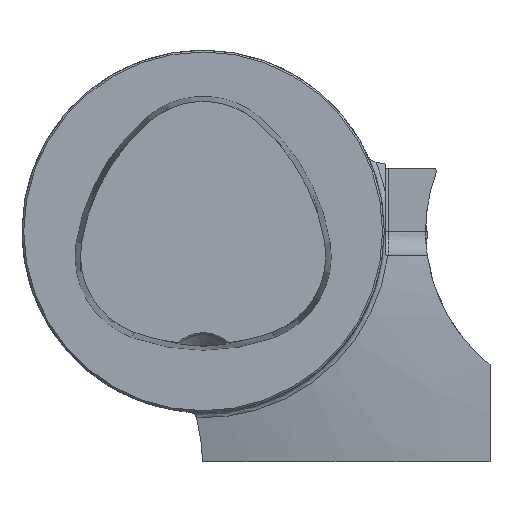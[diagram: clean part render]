
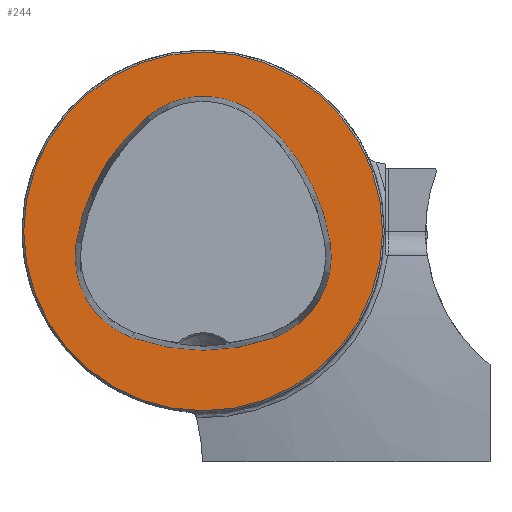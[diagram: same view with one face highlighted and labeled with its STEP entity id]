
A CAD part, top view. The second image highlights one B-rep face of the part: STEP entity #244.
In plain terms, the highlighted planar face has unit normal (0, 0, 1).
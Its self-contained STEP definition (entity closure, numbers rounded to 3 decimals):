
#106=FACE_BOUND('',#507,.T.);
#107=FACE_BOUND('',#508,.T.);
#244=ADVANCED_FACE('CU_E_LO_SU_1',(#106,#107),#336,.T.);
#336=PLANE('',#2051);
#507=EDGE_LOOP('',(#787,#788,#789,#790,#791,#792));
#508=EDGE_LOOP('',(#793));
#610=CIRCLE('',#2042,36.075);
#612=CIRCLE('',#2045,36.075);
#613=CIRCLE('',#2046,15.075);
#614=CIRCLE('',#2047,36.075);
#615=CIRCLE('',#2048,15.075);
#616=CIRCLE('',#2049,15.075);
#617=CIRCLE('',#2050,31.2);
#787=ORIENTED_EDGE('',*,*,#1481,.F.);
#788=ORIENTED_EDGE('',*,*,#1482,.F.);
#789=ORIENTED_EDGE('',*,*,#1483,.F.);
#790=ORIENTED_EDGE('',*,*,#1484,.F.);
#791=ORIENTED_EDGE('',*,*,#1478,.F.);
#792=ORIENTED_EDGE('',*,*,#1485,.F.);
#793=ORIENTED_EDGE('',*,*,#1486,.T.);
#1280=VERTEX_POINT('',#3323);
#1281=VERTEX_POINT('',#3325);
#1283=VERTEX_POINT('',#3331);
#1284=VERTEX_POINT('',#3332);
#1285=VERTEX_POINT('',#3334);
#1286=VERTEX_POINT('',#3336);
#1287=VERTEX_POINT('',#3340);
#1478=EDGE_CURVE('',#1280,#1281,#610,.T.);
#1481=EDGE_CURVE('',#1283,#1284,#612,.T.);
#1482=EDGE_CURVE('',#1285,#1283,#613,.T.);
#1483=EDGE_CURVE('',#1286,#1285,#614,.T.);
#1484=EDGE_CURVE('',#1281,#1286,#615,.T.);
#1485=EDGE_CURVE('',#1284,#1280,#616,.T.);
#1486=EDGE_CURVE('',#1287,#1287,#617,.T.);
#2042=AXIS2_PLACEMENT_3D('',#3324,#2315,#2316);
#2045=AXIS2_PLACEMENT_3D('',#3330,#2322,#2323);
#2046=AXIS2_PLACEMENT_3D('',#3333,#2324,#2325);
#2047=AXIS2_PLACEMENT_3D('',#3335,#2326,#2327);
#2048=AXIS2_PLACEMENT_3D('',#3337,#2328,#2329);
#2049=AXIS2_PLACEMENT_3D('',#3338,#2330,#2331);
#2050=AXIS2_PLACEMENT_3D('',#3339,#2332,#2333);
#2051=AXIS2_PLACEMENT_3D('',#3341,#2334,#2335);
#2315=DIRECTION('',(0.,0.,1.));
#2316=DIRECTION('',(1.,0.,0.));
#2322=DIRECTION('',(0.,0.,1.));
#2323=DIRECTION('',(1.,0.,0.));
#2324=DIRECTION('',(0.,0.,1.));
#2325=DIRECTION('',(1.,0.,0.));
#2326=DIRECTION('',(0.,0.,1.));
#2327=DIRECTION('',(1.,0.,0.));
#2328=DIRECTION('',(0.,0.,1.));
#2329=DIRECTION('',(1.,0.,0.));
#2330=DIRECTION('',(0.,0.,1.));
#2331=DIRECTION('',(1.,0.,0.));
#2332=DIRECTION('',(0.,0.,1.));
#2333=DIRECTION('',(1.,0.,0.));
#2334=DIRECTION('',(0.,0.,1.));
#2335=DIRECTION('',(1.,0.,0.));
#3323=CARTESIAN_POINT('',(-12.368,-18.489,0.));
#3324=CARTESIAN_POINT('',(0.,15.4,0.));
#3325=CARTESIAN_POINT('',(12.368,-18.489,0.));
#3330=CARTESIAN_POINT('',(13.535,-7.656,0.));
#3331=CARTESIAN_POINT('',(-9.716,19.927,0.));
#3332=CARTESIAN_POINT('',(-22.084,-1.937,0.));
#3333=CARTESIAN_POINT('',(0.,8.4,0.));
#3334=CARTESIAN_POINT('',(9.716,19.927,0.));
#3335=CARTESIAN_POINT('',(-13.535,-7.656,0.));
#3336=CARTESIAN_POINT('',(22.084,-1.937,0.));
#3337=CARTESIAN_POINT('',(7.2,-4.327,0.));
#3338=CARTESIAN_POINT('',(-7.2,-4.327,0.));
#3339=CARTESIAN_POINT('',(0.,0.,0.));
#3340=CARTESIAN_POINT('',(31.2,0.,0.));
#3341=CARTESIAN_POINT('',(0.,0.,0.));
